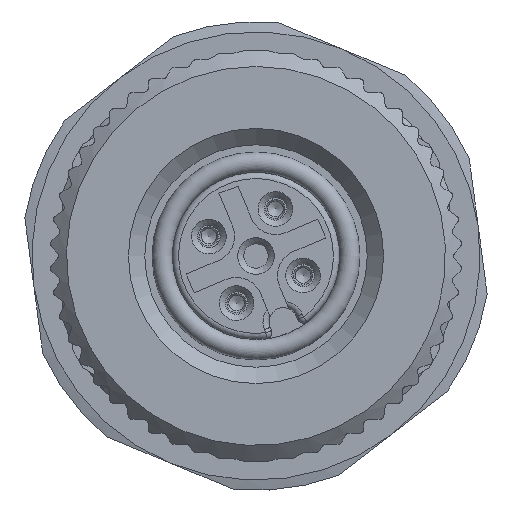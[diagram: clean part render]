
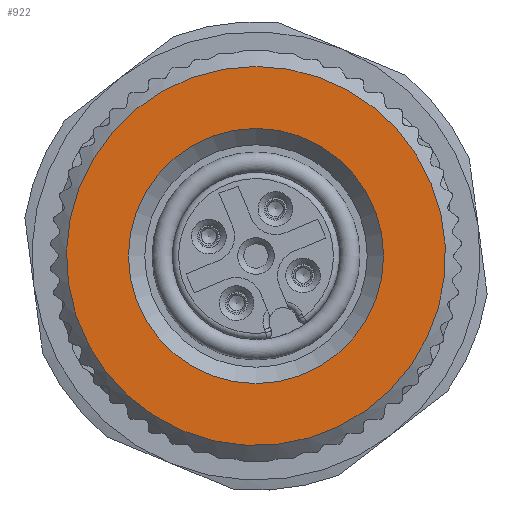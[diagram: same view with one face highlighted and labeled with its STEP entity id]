
A CAD part, left-side view. The second image highlights one B-rep face of the part: STEP entity #922.
In plain terms, the highlighted planar face has unit normal (-1, 0, 0).
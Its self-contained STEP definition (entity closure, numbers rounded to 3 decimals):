
#106=PLANE('',#8694);
#400=FACE_BOUND('',#1985,.T.);
#401=FACE_BOUND('',#1986,.T.);
#922=ADVANCED_FACE('',(#400,#401),#106,.T.);
#1985=EDGE_LOOP('',(#3285));
#1986=EDGE_LOOP('',(#3286));
#2516=CIRCLE('',#8569,9.3);
#2622=CIRCLE('',#8693,6.259);
#3285=ORIENTED_EDGE('',*,*,#6626,.T.);
#3286=ORIENTED_EDGE('',*,*,#6396,.T.);
#5547=VERTEX_POINT('',#12886);
#5761=VERTEX_POINT('',#13392);
#6396=EDGE_CURVE('',#5547,#5547,#2516,.T.);
#6626=EDGE_CURVE('',#5761,#5761,#2622,.T.);
#8569=AXIS2_PLACEMENT_3D('',#12885,#9401,#9402);
#8693=AXIS2_PLACEMENT_3D('',#13391,#9761,#9762);
#8694=AXIS2_PLACEMENT_3D('',#13393,#9763,#9764);
#9401=DIRECTION('',(-1.,0.,0.));
#9402=DIRECTION('',(0.,0.,1.));
#9761=DIRECTION('',(1.,0.,0.));
#9762=DIRECTION('',(0.,0.,1.));
#9763=DIRECTION('',(-1.,0.,0.));
#9764=DIRECTION('',(0.,0.,1.));
#12885=CARTESIAN_POINT('',(0.,0.,0.));
#12886=CARTESIAN_POINT('',(0.,0.,9.3));
#13391=CARTESIAN_POINT('',(0.,0.,0.));
#13392=CARTESIAN_POINT('',(0.,0.,6.259));
#13393=CARTESIAN_POINT('',(0.,0.,0.));
